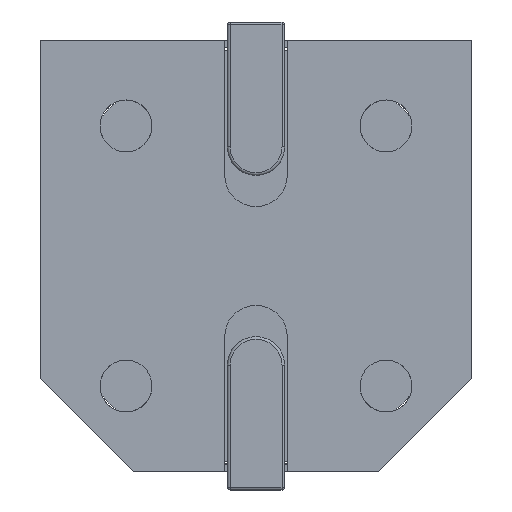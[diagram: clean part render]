
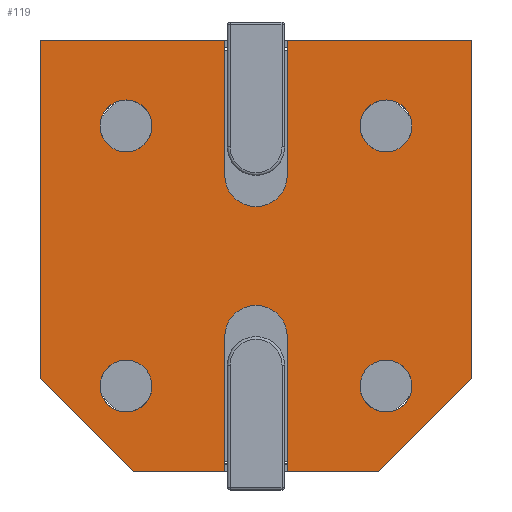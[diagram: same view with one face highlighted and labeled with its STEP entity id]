
A CAD part, front view. The second image highlights one B-rep face of the part: STEP entity #119.
In plain terms, the highlighted planar face has unit normal (0, -1, 0).
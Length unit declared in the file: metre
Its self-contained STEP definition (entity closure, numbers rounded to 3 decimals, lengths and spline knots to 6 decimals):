
#119 = ADVANCED_FACE( '', ( #308, #309, #310, #311, #312 ), #313, .F. );
#308 = FACE_BOUND( '', #588, .T. );
#309 = FACE_BOUND( '', #589, .T. );
#310 = FACE_BOUND( '', #590, .T. );
#311 = FACE_BOUND( '', #591, .T. );
#312 = FACE_OUTER_BOUND( '', #592, .T. );
#313 = PLANE( '', #593 );
#588 = EDGE_LOOP( '', ( #847 ) );
#589 = EDGE_LOOP( '', ( #848 ) );
#590 = EDGE_LOOP( '', ( #849 ) );
#591 = EDGE_LOOP( '', ( #850 ) );
#592 = EDGE_LOOP( '', ( #851, #852, #853, #854, #855, #856, #857, #858, #859, #860, #861, #862, #863, #864 ) );
#593 = AXIS2_PLACEMENT_3D( '', #865, #866, #867 );
#847 = ORIENTED_EDGE( '', *, *, #1519, .T. );
#848 = ORIENTED_EDGE( '', *, *, #1520, .T. );
#849 = ORIENTED_EDGE( '', *, *, #1521, .T. );
#850 = ORIENTED_EDGE( '', *, *, #1522, .T. );
#851 = ORIENTED_EDGE( '', *, *, #1523, .T. );
#852 = ORIENTED_EDGE( '', *, *, #1524, .T. );
#853 = ORIENTED_EDGE( '', *, *, #1525, .T. );
#854 = ORIENTED_EDGE( '', *, *, #1526, .F. );
#855 = ORIENTED_EDGE( '', *, *, #1527, .F. );
#856 = ORIENTED_EDGE( '', *, *, #1528, .F. );
#857 = ORIENTED_EDGE( '', *, *, #1529, .F. );
#858 = ORIENTED_EDGE( '', *, *, #1530, .T. );
#859 = ORIENTED_EDGE( '', *, *, #1531, .T. );
#860 = ORIENTED_EDGE( '', *, *, #1532, .T. );
#861 = ORIENTED_EDGE( '', *, *, #1533, .F. );
#862 = ORIENTED_EDGE( '', *, *, #1534, .F. );
#863 = ORIENTED_EDGE( '', *, *, #1535, .F. );
#864 = ORIENTED_EDGE( '', *, *, #1536, .F. );
#865 = CARTESIAN_POINT( '', ( 0., 0., 0. ) );
#866 = DIRECTION( '', ( 0., 1., 0. ) );
#867 = DIRECTION( '', ( 0., 0., 1. ) );
#1519 = EDGE_CURVE( '', #1775, #1775, #1776, .T. );
#1520 = EDGE_CURVE( '', #1777, #1777, #1778, .T. );
#1521 = EDGE_CURVE( '', #1779, #1779, #1780, .T. );
#1522 = EDGE_CURVE( '', #1781, #1781, #1782, .T. );
#1523 = EDGE_CURVE( '', #1783, #1784, #1785, .T. );
#1524 = EDGE_CURVE( '', #1784, #1786, #1787, .T. );
#1525 = EDGE_CURVE( '', #1786, #1788, #1789, .T. );
#1526 = EDGE_CURVE( '', #1790, #1788, #1791, .T. );
#1527 = EDGE_CURVE( '', #1792, #1790, #1793, .T. );
#1528 = EDGE_CURVE( '', #1794, #1792, #1795, .T. );
#1529 = EDGE_CURVE( '', #1796, #1794, #1797, .T. );
#1530 = EDGE_CURVE( '', #1796, #1798, #1799, .T. );
#1531 = EDGE_CURVE( '', #1798, #1800, #1801, .T. );
#1532 = EDGE_CURVE( '', #1800, #1802, #1803, .T. );
#1533 = EDGE_CURVE( '', #1804, #1802, #1805, .T. );
#1534 = EDGE_CURVE( '', #1806, #1804, #1807, .T. );
#1535 = EDGE_CURVE( '', #1808, #1806, #1809, .T. );
#1536 = EDGE_CURVE( '', #1783, #1808, #1810, .T. );
#1775 = VERTEX_POINT( '', #2141 );
#1776 = CIRCLE( '', #2142, 0.0005 );
#1777 = VERTEX_POINT( '', #2143 );
#1778 = CIRCLE( '', #2144, 0.0005 );
#1779 = VERTEX_POINT( '', #2145 );
#1780 = CIRCLE( '', #2146, 0.0005 );
#1781 = VERTEX_POINT( '', #2147 );
#1782 = CIRCLE( '', #2148, 0.0005 );
#1783 = VERTEX_POINT( '', #2149 );
#1784 = VERTEX_POINT( '', #2150 );
#1785 = LINE( '', #2151, #2152 );
#1786 = VERTEX_POINT( '', #2153 );
#1787 = CIRCLE( '', #2154, 0.0006 );
#1788 = VERTEX_POINT( '', #2155 );
#1789 = LINE( '', #2156, #2157 );
#1790 = VERTEX_POINT( '', #2158 );
#1791 = LINE( '', #2159, #2160 );
#1792 = VERTEX_POINT( '', #2161 );
#1793 = LINE( '', #2162, #2163 );
#1794 = VERTEX_POINT( '', #2164 );
#1795 = LINE( '', #2165, #2166 );
#1796 = VERTEX_POINT( '', #2167 );
#1797 = LINE( '', #2168, #2169 );
#1798 = VERTEX_POINT( '', #2170 );
#1799 = LINE( '', #2171, #2172 );
#1800 = VERTEX_POINT( '', #2173 );
#1801 = CIRCLE( '', #2174, 0.0006 );
#1802 = VERTEX_POINT( '', #2175 );
#1803 = LINE( '', #2176, #2177 );
#1804 = VERTEX_POINT( '', #2178 );
#1805 = LINE( '', #2179, #2180 );
#1806 = VERTEX_POINT( '', #2181 );
#1807 = LINE( '', #2182, #2183 );
#1808 = VERTEX_POINT( '', #2184 );
#1809 = LINE( '', #2185, #2186 );
#1810 = LINE( '', #2187, #2188 );
#2141 = CARTESIAN_POINT( '', ( 0.00165, 0., -0.00115 ) );
#2142 = AXIS2_PLACEMENT_3D( '', #2608, #2609, #2610 );
#2143 = CARTESIAN_POINT( '', ( 0.00165, 0., -0.00615 ) );
#2144 = AXIS2_PLACEMENT_3D( '', #2611, #2612, #2613 );
#2145 = CARTESIAN_POINT( '', ( 0.00665, 0., -0.00615 ) );
#2146 = AXIS2_PLACEMENT_3D( '', #2614, #2615, #2616 );
#2147 = CARTESIAN_POINT( '', ( 0.00665, 0., -0.00115 ) );
#2148 = AXIS2_PLACEMENT_3D( '', #2617, #2618, #2619 );
#2149 = CARTESIAN_POINT( '', ( 0.00355, 0., -0.0083 ) );
#2150 = CARTESIAN_POINT( '', ( 0.00355, 0., -0.0057 ) );
#2151 = CARTESIAN_POINT( '', ( 0.00355, 0., -0.0088 ) );
#2152 = VECTOR( '', #2620, 1. );
#2153 = CARTESIAN_POINT( '', ( 0.00475, 0., -0.0057 ) );
#2154 = AXIS2_PLACEMENT_3D( '', #2621, #2622, #2623 );
#2155 = CARTESIAN_POINT( '', ( 0.00475, 0., -0.0083 ) );
#2156 = CARTESIAN_POINT( '', ( 0.00475, 0., -0.0057 ) );
#2157 = VECTOR( '', #2624, 1. );
#2158 = CARTESIAN_POINT( '', ( 0.0065, 0., -0.0083 ) );
#2159 = CARTESIAN_POINT( '', ( 0.0065, 0., -0.0083 ) );
#2160 = VECTOR( '', #2625, 1. );
#2161 = CARTESIAN_POINT( '', ( 0.0083, 0., -0.0065 ) );
#2162 = CARTESIAN_POINT( '', ( 0.0083, 0., -0.0065 ) );
#2163 = VECTOR( '', #2626, 1. );
#2164 = CARTESIAN_POINT( '', ( 0.0083, 0., 0. ) );
#2165 = CARTESIAN_POINT( '', ( 0.0083, 0., 0. ) );
#2166 = VECTOR( '', #2627, 1. );
#2167 = CARTESIAN_POINT( '', ( 0.00475, 0., 0. ) );
#2168 = CARTESIAN_POINT( '', ( 0., 0., 0. ) );
#2169 = VECTOR( '', #2628, 1. );
#2170 = CARTESIAN_POINT( '', ( 0.00475, 0., -0.0026 ) );
#2171 = CARTESIAN_POINT( '', ( 0.00475, 0., -0.0026 ) );
#2172 = VECTOR( '', #2629, 1. );
#2173 = CARTESIAN_POINT( '', ( 0.00355, 0., -0.0026 ) );
#2174 = AXIS2_PLACEMENT_3D( '', #2630, #2631, #2632 );
#2175 = CARTESIAN_POINT( '', ( 0.00355, 0., 0. ) );
#2176 = CARTESIAN_POINT( '', ( 0.00355, 0., 0.0005 ) );
#2177 = VECTOR( '', #2633, 1. );
#2178 = CARTESIAN_POINT( '', ( 0., 0., 0. ) );
#2179 = CARTESIAN_POINT( '', ( 0., 0., 0. ) );
#2180 = VECTOR( '', #2634, 1. );
#2181 = CARTESIAN_POINT( '', ( 0., 0., -0.0065 ) );
#2182 = CARTESIAN_POINT( '', ( 0., 0., -0.0065 ) );
#2183 = VECTOR( '', #2635, 1. );
#2184 = CARTESIAN_POINT( '', ( 0.0018, 0., -0.0083 ) );
#2185 = CARTESIAN_POINT( '', ( 0.0018, 0., -0.0083 ) );
#2186 = VECTOR( '', #2636, 1. );
#2187 = CARTESIAN_POINT( '', ( 0.0065, 0., -0.0083 ) );
#2188 = VECTOR( '', #2637, 1. );
#2608 = CARTESIAN_POINT( '', ( 0.00165, 0., -0.00165 ) );
#2609 = DIRECTION( '', ( 0., 1., 0. ) );
#2610 = DIRECTION( '', ( 0., 0., 1. ) );
#2611 = CARTESIAN_POINT( '', ( 0.00165, 0., -0.00665 ) );
#2612 = DIRECTION( '', ( 0., 1., 0. ) );
#2613 = DIRECTION( '', ( 0., 0., 1. ) );
#2614 = CARTESIAN_POINT( '', ( 0.00665, 0., -0.00665 ) );
#2615 = DIRECTION( '', ( 0., 1., 0. ) );
#2616 = DIRECTION( '', ( 0., 0., 1. ) );
#2617 = CARTESIAN_POINT( '', ( 0.00665, 0., -0.00165 ) );
#2618 = DIRECTION( '', ( 0., 1., 0. ) );
#2619 = DIRECTION( '', ( 0., 0., 1. ) );
#2620 = DIRECTION( '', ( 0., 0., 1. ) );
#2621 = CARTESIAN_POINT( '', ( 0.00415, 0., -0.0057 ) );
#2622 = DIRECTION( '', ( 0., 1., 0. ) );
#2623 = DIRECTION( '', ( 0., 0., 1. ) );
#2624 = DIRECTION( '', ( 0., 0., -1. ) );
#2625 = DIRECTION( '', ( -1., 0., 0. ) );
#2626 = DIRECTION( '', ( -0.707, 0., -0.707 ) );
#2627 = DIRECTION( '', ( 0., 0., -1. ) );
#2628 = DIRECTION( '', ( 1., 0., 0. ) );
#2629 = DIRECTION( '', ( 0., 0., -1. ) );
#2630 = CARTESIAN_POINT( '', ( 0.00415, 0., -0.0026 ) );
#2631 = DIRECTION( '', ( 0., 1., 0. ) );
#2632 = DIRECTION( '', ( 0., 0., -1. ) );
#2633 = DIRECTION( '', ( 0., 0., 1. ) );
#2634 = DIRECTION( '', ( 1., 0., 0. ) );
#2635 = DIRECTION( '', ( 0., 0., 1. ) );
#2636 = DIRECTION( '', ( -0.707, 0., 0.707 ) );
#2637 = DIRECTION( '', ( -1., 0., 0. ) );
